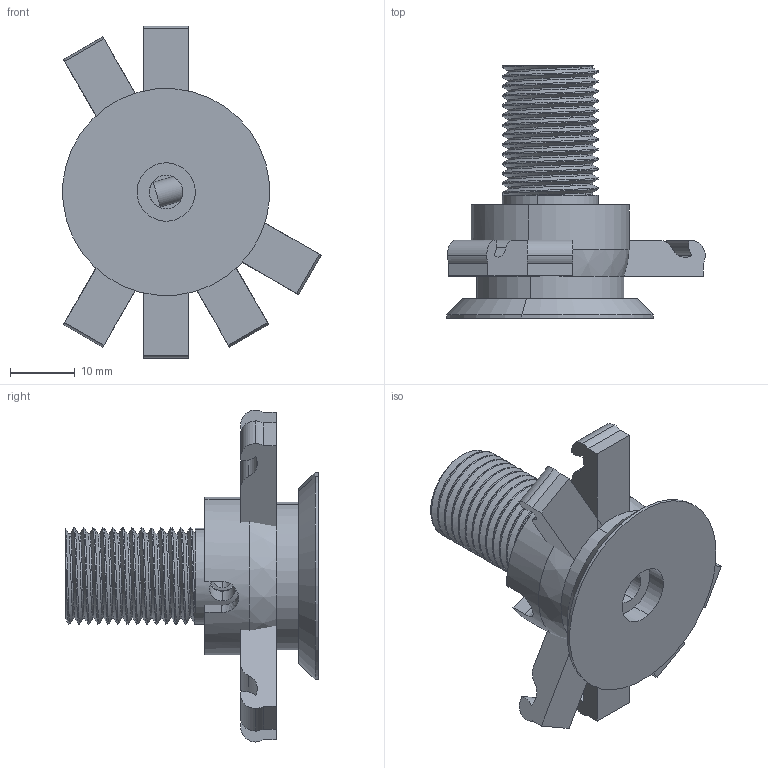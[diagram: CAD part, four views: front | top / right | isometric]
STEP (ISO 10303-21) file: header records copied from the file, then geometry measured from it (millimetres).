
FILE_DESCRIPTION (( 'STEP AP214' ), '1' );
FILE_NAME ('claws_axis.STEP', '2024-09-10T12:39:16', ( '' ), ( '' ), 'SwSTEP 2.0', 'SolidWorks 2023', '' );
FILE_SCHEMA (( 'AUTOMOTIVE_DESIGN' ));
Length unit declared in the file: millimetre
Products named in the file (3): Деталь1; claws_axis; -stator_holder_new_printable_step1
Assembly tree (7 placements, depth 2):
  claws_axis
    -stator_holder_new_printable_step1
    Деталь1  x6
Bounding box: 39.91 x 39 x 51.27 mm (x, y, z)
Volume: 14170.2 mm3; surface area: 8906 mm2
Topology: 7 solids, 7 shells, 172 faces, 452 edges, 300 vertices
Faces by surface type: cylinder 106, plane 59, bspline 5, cone 2
Entity records: 7492 total; most frequent: CARTESIAN_POINT 4919, ORIENTED_EDGE 574, DIRECTION 429, EDGE_CURVE 287, VERTEX_POINT 190, AXIS2_PLACEMENT_3D 163, B_SPLINE_CURVE_WITH_KNOTS 131, EDGE_LOOP 115
